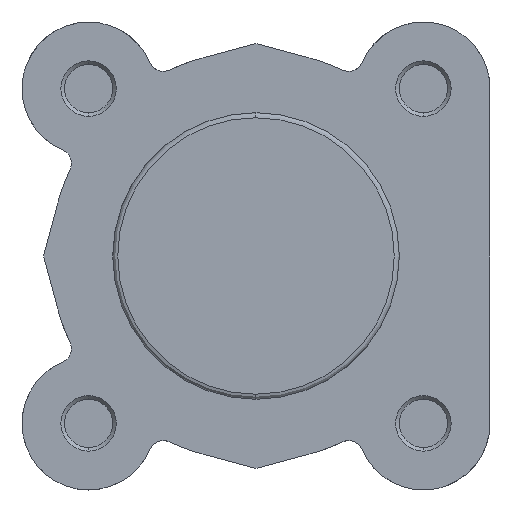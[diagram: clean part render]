
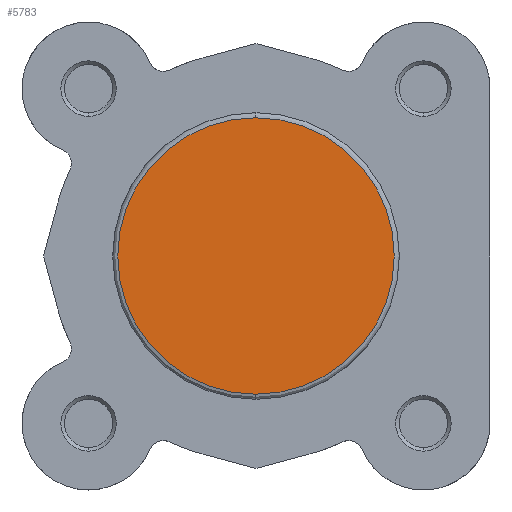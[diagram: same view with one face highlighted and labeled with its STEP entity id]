
A CAD part, left-side view. The second image highlights one B-rep face of the part: STEP entity #5783.
In plain terms, the highlighted planar face has unit normal (-1, 0, 0).
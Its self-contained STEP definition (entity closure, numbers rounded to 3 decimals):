
#477 = VERTEX_POINT ( 'NONE', #1799 ) ;
#478 = VERTEX_POINT ( 'NONE', #1800 ) ;
#800 = ORIENTED_EDGE ( 'NONE', *, *, #1331, .T. ) ;
#912 = ORIENTED_EDGE ( 'NONE', *, *, #1192, .T. ) ;
#1192 = EDGE_CURVE ( 'NONE', #478, #477, #6169, .T. ) ;
#1331 = EDGE_CURVE ( 'NONE', #477, #478, #6325, .T. ) ;
#1393 = AXIS2_PLACEMENT_3D ( 'NONE', #2276, #2283, #2284 ) ;
#1799 = CARTESIAN_POINT ( 'NONE',  ( 0., 0., -19.2 ) ) ;
#1800 = CARTESIAN_POINT ( 'NONE',  ( 0., 0., 19.2 ) ) ;
#2276 = CARTESIAN_POINT ( 'NONE',  ( 0., 0., 0. ) ) ;
#2283 = DIRECTION ( 'NONE',  ( -1., 0., 0. ) ) ;
#2284 = DIRECTION ( 'NONE',  ( 0., 0., -1. ) ) ;
#2529 = CARTESIAN_POINT ( 'NONE',  ( 0., 0., 0. ) ) ;
#2539 = DIRECTION ( 'NONE',  ( -1., 0., 0. ) ) ;
#2540 = DIRECTION ( 'NONE',  ( 0., 0., -1. ) ) ;
#2940 = EDGE_LOOP ( 'NONE', ( #800, #912 ) ) ;
#3895 = AXIS2_PLACEMENT_3D ( 'NONE', #4924, #4926, #4927 ) ;
#4924 = CARTESIAN_POINT ( 'NONE',  ( 0., 12.5, 0. ) ) ;
#4925 = PLANE ( 'NONE',  #3895 ) ;
#4926 = DIRECTION ( 'NONE',  ( 1., 0., 0. ) ) ;
#4927 = DIRECTION ( 'NONE',  ( 0., 0., -1. ) ) ;
#5428 = FACE_OUTER_BOUND ( 'NONE', #2940, .T. ) ;
#5783 = ADVANCED_FACE ( 'NONE', ( #5428 ), #4925, .F. ) ;
#6169 = CIRCLE ( 'NONE', #1393, 19.2 ) ;
#6325 = CIRCLE ( 'NONE', #6874, 19.2 ) ;
#6874 = AXIS2_PLACEMENT_3D ( 'NONE', #2529, #2539, #2540 ) ;
